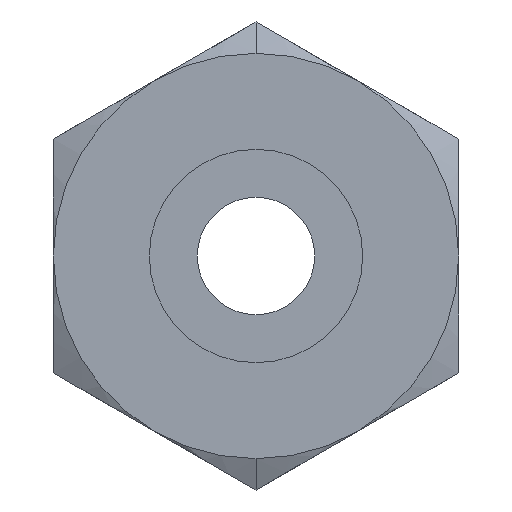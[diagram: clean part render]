
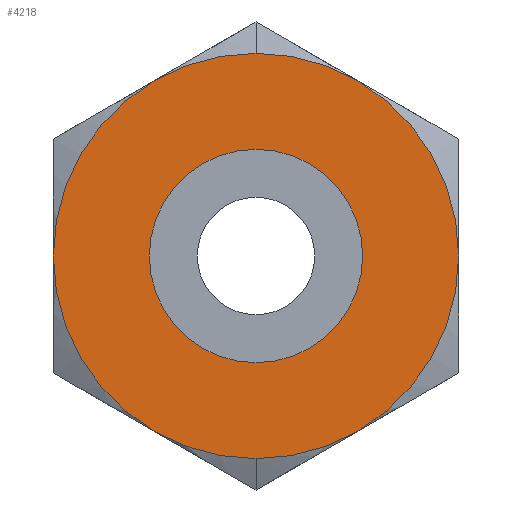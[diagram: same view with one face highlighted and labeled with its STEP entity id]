
A CAD part, left-side view. The second image highlights one B-rep face of the part: STEP entity #4218.
In plain terms, the highlighted planar face has unit normal (-1, 0, 0).
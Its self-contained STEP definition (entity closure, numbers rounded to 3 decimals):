
#309 = CIRCLE ( 'NONE', #3963, 5. ) ;
#447 = CIRCLE ( 'NONE', #3320, 9.5 ) ;
#627 = DIRECTION ( 'NONE',  ( 1., 0., 0. ) ) ;
#852 = DIRECTION ( 'NONE',  ( 0., 0., 1. ) ) ;
#997 = CARTESIAN_POINT ( 'NONE',  ( 0., 0., 0. ) ) ;
#1410 = ORIENTED_EDGE ( 'NONE', *, *, #6169, .T. ) ;
#1430 = DIRECTION ( 'NONE',  ( 0., 0., -1. ) ) ;
#1868 = AXIS2_PLACEMENT_3D ( 'NONE', #4609, #7360, #852 ) ;
#2232 = DIRECTION ( 'NONE',  ( 1., 0., 0. ) ) ;
#2994 = FACE_OUTER_BOUND ( 'NONE', #7790, .T. ) ;
#3088 = DIRECTION ( 'NONE',  ( 0., 0., 1. ) ) ;
#3320 = AXIS2_PLACEMENT_3D ( 'NONE', #9318, #2232, #5135 ) ;
#3594 = ORIENTED_EDGE ( 'NONE', *, *, #9057, .F. ) ;
#3675 = ORIENTED_EDGE ( 'NONE', *, *, #5975, .F. ) ;
#3696 = CARTESIAN_POINT ( 'NONE',  ( 0., 0., 0. ) ) ;
#3792 = AXIS2_PLACEMENT_3D ( 'NONE', #997, #4520, #3088 ) ;
#3963 = AXIS2_PLACEMENT_3D ( 'NONE', #3696, #627, #5164 ) ;
#4218 = ADVANCED_FACE ( 'NONE', ( #7502, #2994 ), #4471, .T. ) ;
#4471 = PLANE ( 'NONE',  #1868 ) ;
#4520 = DIRECTION ( 'NONE',  ( 1., 0., 0. ) ) ;
#4609 = CARTESIAN_POINT ( 'NONE',  ( 0., 0., 4.75 ) ) ;
#4848 = CARTESIAN_POINT ( 'NONE',  ( 0., 0., -5. ) ) ;
#5135 = DIRECTION ( 'NONE',  ( 0., 0., -1. ) ) ;
#5164 = DIRECTION ( 'NONE',  ( 0., 0., 1. ) ) ;
#5172 = CIRCLE ( 'NONE', #5476, 5. ) ;
#5471 = CARTESIAN_POINT ( 'NONE',  ( 0., 0., 0. ) ) ;
#5476 = AXIS2_PLACEMENT_3D ( 'NONE', #5471, #5516, #1430 ) ;
#5484 = ORIENTED_EDGE ( 'NONE', *, *, #7040, .T. ) ;
#5503 = VERTEX_POINT ( 'NONE', #6199 ) ;
#5516 = DIRECTION ( 'NONE',  ( 1., 0., 0. ) ) ;
#5577 = EDGE_LOOP ( 'NONE', ( #5484, #1410 ) ) ;
#5608 = VERTEX_POINT ( 'NONE', #7287 ) ;
#5975 = EDGE_CURVE ( 'NONE', #9379, #5503, #7286, .T. ) ;
#6154 = CARTESIAN_POINT ( 'NONE',  ( 0., 0., 9.5 ) ) ;
#6169 = EDGE_CURVE ( 'NONE', #5608, #7864, #309, .T. ) ;
#6199 = CARTESIAN_POINT ( 'NONE',  ( 0., 0., -9.5 ) ) ;
#7040 = EDGE_CURVE ( 'NONE', #7864, #5608, #5172, .T. ) ;
#7286 = CIRCLE ( 'NONE', #3792, 9.5 ) ;
#7287 = CARTESIAN_POINT ( 'NONE',  ( 0., 0., 5. ) ) ;
#7360 = DIRECTION ( 'NONE',  ( -1., 0., 0. ) ) ;
#7502 = FACE_BOUND ( 'NONE', #5577, .T. ) ;
#7790 = EDGE_LOOP ( 'NONE', ( #3675, #3594 ) ) ;
#7864 = VERTEX_POINT ( 'NONE', #4848 ) ;
#9057 = EDGE_CURVE ( 'NONE', #5503, #9379, #447, .T. ) ;
#9318 = CARTESIAN_POINT ( 'NONE',  ( 0., 0., 0. ) ) ;
#9379 = VERTEX_POINT ( 'NONE', #6154 ) ;
